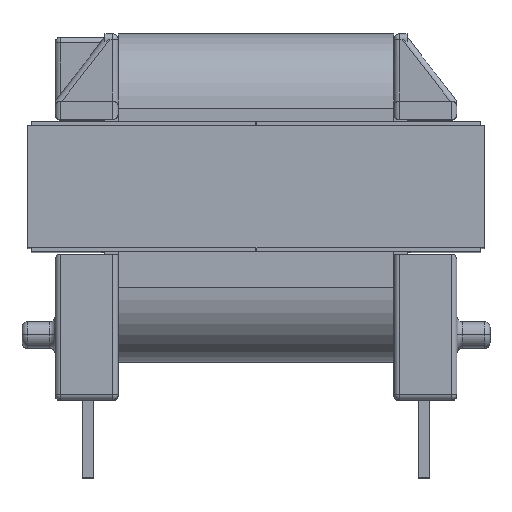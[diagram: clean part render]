
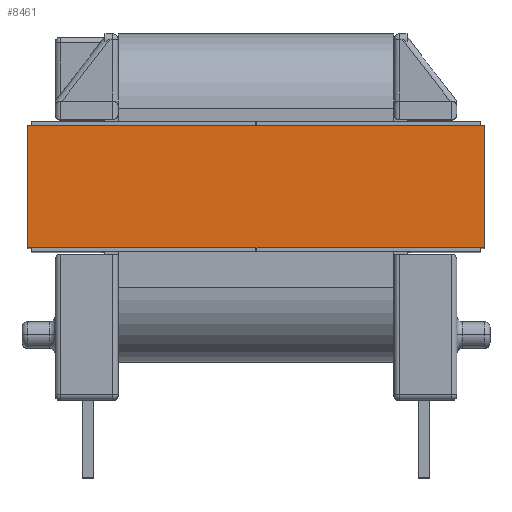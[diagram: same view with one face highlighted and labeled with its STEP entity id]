
A CAD part, top view. The second image highlights one B-rep face of the part: STEP entity #8461.
In plain terms, the highlighted face is planar.
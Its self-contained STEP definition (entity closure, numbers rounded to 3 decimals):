
#787 = VECTOR ( 'NONE', #6270, 1000. ) ;
#1815 = CARTESIAN_POINT ( 'NONE',  ( 20.56, -20.96, 0. ) ) ;
#2001 = DIRECTION ( 'NONE',  ( 0., 0., 1. ) ) ;
#2350 = EDGE_CURVE ( 'NONE', #4010, #12425, #17049, .T. ) ;
#3154 = AXIS2_PLACEMENT_3D ( 'NONE', #15239, #16623, #9522 ) ;
#4010 = VERTEX_POINT ( 'NONE', #8467 ) ;
#4719 = VERTEX_POINT ( 'NONE', #16852 ) ;
#5565 = DIRECTION ( 'NONE',  ( 0., 0., 1. ) ) ;
#5880 = CARTESIAN_POINT ( 'NONE',  ( 20.56, -20.96, -5.54 ) ) ;
#5969 = FACE_OUTER_BOUND ( 'NONE', #6454, .T. ) ;
#6270 = DIRECTION ( 'NONE',  ( 1., 0., 0. ) ) ;
#6454 = EDGE_LOOP ( 'NONE', ( #10467, #7316, #15031, #17238 ) ) ;
#7316 = ORIENTED_EDGE ( 'NONE', *, *, #14695, .F. ) ;
#7559 = DIRECTION ( 'NONE',  ( 1., 0., 0. ) ) ;
#8198 = CARTESIAN_POINT ( 'NONE',  ( -0.16, -20.96, -5.54 ) ) ;
#8427 = VECTOR ( 'NONE', #2001, 1000. ) ;
#8461 = ADVANCED_FACE ( 'NONE', ( #5969 ), #12487, .T. ) ;
#8467 = CARTESIAN_POINT ( 'NONE',  ( -0.16, -20.96, 0. ) ) ;
#9522 = DIRECTION ( 'NONE',  ( 1., 0., 0. ) ) ;
#10467 = ORIENTED_EDGE ( 'NONE', *, *, #2350, .F. ) ;
#10780 = VECTOR ( 'NONE', #7559, 1000. ) ;
#11973 = VERTEX_POINT ( 'NONE', #14828 ) ;
#12425 = VERTEX_POINT ( 'NONE', #1815 ) ;
#12487 = PLANE ( 'NONE',  #3154 ) ;
#12879 = EDGE_CURVE ( 'NONE', #4719, #11973, #15029, .T. ) ;
#13408 = LINE ( 'NONE', #8198, #16446 ) ;
#14695 = EDGE_CURVE ( 'NONE', #4719, #4010, #13408, .T. ) ;
#14828 = CARTESIAN_POINT ( 'NONE',  ( 20.56, -20.96, -5.54 ) ) ;
#15029 = LINE ( 'NONE', #16978, #10780 ) ;
#15031 = ORIENTED_EDGE ( 'NONE', *, *, #12879, .T. ) ;
#15239 = CARTESIAN_POINT ( 'NONE',  ( 20.56, -20.96, -5.54 ) ) ;
#15498 = LINE ( 'NONE', #5880, #8427 ) ;
#15698 = CARTESIAN_POINT ( 'NONE',  ( 20.56, -20.96, 0. ) ) ;
#16056 = EDGE_CURVE ( 'NONE', #11973, #12425, #15498, .T. ) ;
#16446 = VECTOR ( 'NONE', #5565, 1000. ) ;
#16623 = DIRECTION ( 'NONE',  ( 0., -1., 0. ) ) ;
#16852 = CARTESIAN_POINT ( 'NONE',  ( -0.16, -20.96, -5.54 ) ) ;
#16978 = CARTESIAN_POINT ( 'NONE',  ( 20.56, -20.96, -5.54 ) ) ;
#17049 = LINE ( 'NONE', #15698, #787 ) ;
#17238 = ORIENTED_EDGE ( 'NONE', *, *, #16056, .T. ) ;
